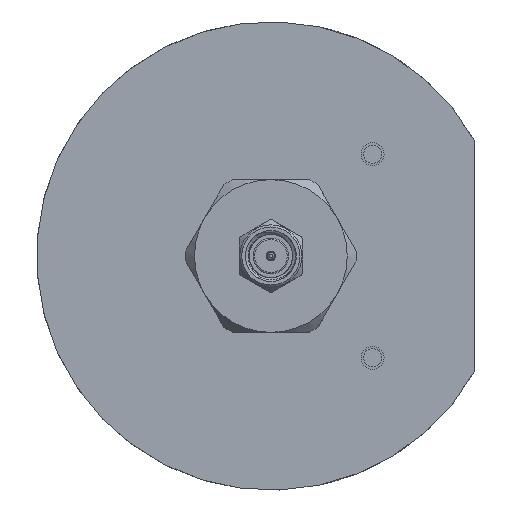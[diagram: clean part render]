
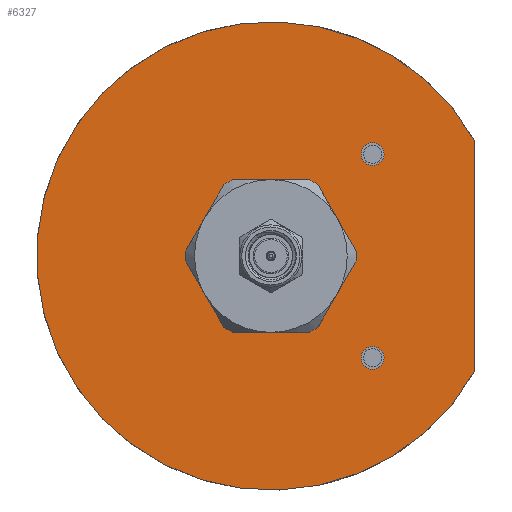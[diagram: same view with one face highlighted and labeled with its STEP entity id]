
A CAD part, left-side view. The second image highlights one B-rep face of the part: STEP entity #6327.
In plain terms, the highlighted planar face has unit normal (-1, 0, 0).
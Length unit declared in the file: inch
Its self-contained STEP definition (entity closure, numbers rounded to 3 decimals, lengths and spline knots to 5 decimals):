
#67 = AXIS2_PLACEMENT_3D ( 'NONE', #7779, #8460, #5091 ) ;
#69 = DIRECTION ( 'NONE',  ( 0., -1., 0. ) ) ;
#115 = CARTESIAN_POINT ( 'NONE',  ( -1.335, -0.5, -0.444 ) ) ;
#153 = CARTESIAN_POINT ( 'NONE',  ( -1.335, -1., 0. ) ) ;
#212 = ORIENTED_EDGE ( 'NONE', *, *, #3234, .F. ) ;
#445 = CARTESIAN_POINT ( 'NONE',  ( -1.335, 0., 0. ) ) ;
#533 = LINE ( 'NONE', #153, #1676 ) ;
#553 = FACE_BOUND ( 'NONE', #8474, .T. ) ;
#748 = CARTESIAN_POINT ( 'NONE',  ( -1.335, -0.5, 0.556 ) ) ;
#871 = ORIENTED_EDGE ( 'NONE', *, *, #4418, .F. ) ;
#1425 = AXIS2_PLACEMENT_3D ( 'NONE', #7526, #8144, #6081 ) ;
#1452 = CARTESIAN_POINT ( 'NONE',  ( -1.335, -0.14906, 0. ) ) ;
#1676 = VECTOR ( 'NONE', #7504, 39.37008 ) ;
#1788 = AXIS2_PLACEMENT_3D ( 'NONE', #8053, #6691, #3325 ) ;
#1850 = CARTESIAN_POINT ( 'NONE',  ( -1.335, -1., 0.56789 ) ) ;
#1986 = CIRCLE ( 'NONE', #1425, 0.056 ) ;
#2544 = DIRECTION ( 'NONE',  ( -1., 0., 0. ) ) ;
#2874 = EDGE_CURVE ( 'NONE', #4540, #7159, #533, .T. ) ;
#2920 = CARTESIAN_POINT ( 'NONE',  ( -1.335, 0., 0. ) ) ;
#2946 = CIRCLE ( 'NONE', #5389, 1.15 ) ;
#2996 = AXIS2_PLACEMENT_3D ( 'NONE', #445, #2544, #5938 ) ;
#3156 = VERTEX_POINT ( 'NONE', #115 ) ;
#3234 = EDGE_CURVE ( 'NONE', #6746, #6746, #1986, .T. ) ;
#3237 = ORIENTED_EDGE ( 'NONE', *, *, #7688, .T. ) ;
#3325 = DIRECTION ( 'NONE',  ( 0., -1., 0. ) ) ;
#4083 = EDGE_LOOP ( 'NONE', ( #212 ) ) ;
#4132 = FACE_BOUND ( 'NONE', #7268, .T. ) ;
#4349 = FACE_OUTER_BOUND ( 'NONE', #8040, .T. ) ;
#4418 = EDGE_CURVE ( 'NONE', #6656, #6656, #5986, .T. ) ;
#4540 = VERTEX_POINT ( 'NONE', #1850 ) ;
#4563 = CARTESIAN_POINT ( 'NONE',  ( -1.335, -1., -0.56789 ) ) ;
#5091 = DIRECTION ( 'NONE',  ( 0., 0., 1. ) ) ;
#5389 = AXIS2_PLACEMENT_3D ( 'NONE', #2920, #6277, #69 ) ;
#5480 = CIRCLE ( 'NONE', #67, 0.056 ) ;
#5594 = ORIENTED_EDGE ( 'NONE', *, *, #7981, .F. ) ;
#5938 = DIRECTION ( 'NONE',  ( 0., -1., 0. ) ) ;
#5986 = CIRCLE ( 'NONE', #1788, 0.14906 ) ;
#6081 = DIRECTION ( 'NONE',  ( 0., 0., 1. ) ) ;
#6277 = DIRECTION ( 'NONE',  ( -1., 0., 0. ) ) ;
#6327 = ADVANCED_FACE ( 'NONE', ( #7738, #4132, #4349, #553 ), #7768, .T. ) ;
#6656 = VERTEX_POINT ( 'NONE', #1452 ) ;
#6691 = DIRECTION ( 'NONE',  ( -1., 0., 0. ) ) ;
#6746 = VERTEX_POINT ( 'NONE', #748 ) ;
#7159 = VERTEX_POINT ( 'NONE', #4563 ) ;
#7268 = EDGE_LOOP ( 'NONE', ( #5594 ) ) ;
#7504 = DIRECTION ( 'NONE',  ( 0., 0., -1. ) ) ;
#7526 = CARTESIAN_POINT ( 'NONE',  ( -1.335, -0.5, 0.5 ) ) ;
#7688 = EDGE_CURVE ( 'NONE', #4540, #7159, #2946, .T. ) ;
#7738 = FACE_BOUND ( 'NONE', #4083, .T. ) ;
#7768 = PLANE ( 'NONE',  #2996 ) ;
#7779 = CARTESIAN_POINT ( 'NONE',  ( -1.335, -0.5, -0.5 ) ) ;
#7831 = ORIENTED_EDGE ( 'NONE', *, *, #2874, .F. ) ;
#7981 = EDGE_CURVE ( 'NONE', #3156, #3156, #5480, .T. ) ;
#8040 = EDGE_LOOP ( 'NONE', ( #7831, #3237 ) ) ;
#8053 = CARTESIAN_POINT ( 'NONE',  ( -1.335, 0., 0. ) ) ;
#8144 = DIRECTION ( 'NONE',  ( -1., 0., 0. ) ) ;
#8460 = DIRECTION ( 'NONE',  ( -1., 0., 0. ) ) ;
#8474 = EDGE_LOOP ( 'NONE', ( #871 ) ) ;
